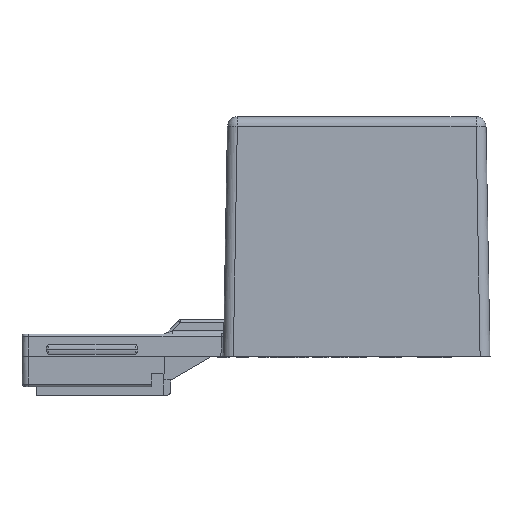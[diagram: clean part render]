
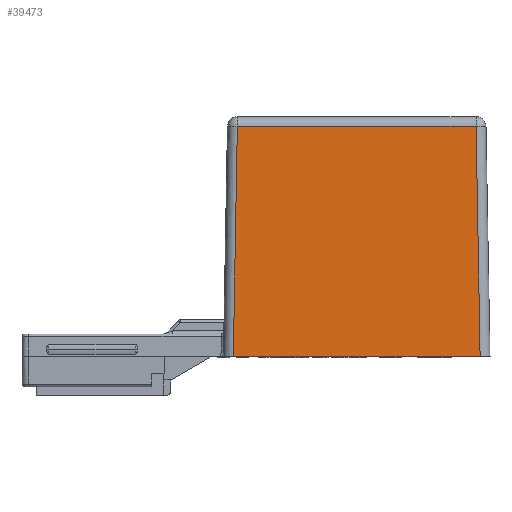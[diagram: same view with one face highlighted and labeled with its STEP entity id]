
A CAD part, left-side view. The second image highlights one B-rep face of the part: STEP entity #39473.
In plain terms, the highlighted face is planar.
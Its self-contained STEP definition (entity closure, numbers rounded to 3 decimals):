
#5931 = CARTESIAN_POINT ( 'NONE',  ( -15.377, 44.428, -0.472 ) ) ;
#9903 = ORIENTED_EDGE ( 'NONE', *, *, #17006, .T. ) ;
#12602 = VERTEX_POINT ( 'NONE', #22235 ) ;
#13497 = VECTOR ( 'NONE', #77955, 1000. ) ;
#14719 = DIRECTION ( 'NONE',  ( 0., 0., -1. ) ) ;
#17006 = EDGE_CURVE ( 'NONE', #69358, #89148, #72444, .T. ) ;
#19280 = LINE ( 'NONE', #29147, #114691 ) ;
#22235 = CARTESIAN_POINT ( 'NONE',  ( -16.026, 7.3, -39.676 ) ) ;
#26175 = CARTESIAN_POINT ( 'NONE',  ( -15.377, 44.428, -39.028 ) ) ;
#29147 = CARTESIAN_POINT ( 'NONE',  ( -15.35, 45.99, -39. ) ) ;
#39473 = ADVANCED_FACE ( 'NONE', ( #86540 ), #51871, .T. ) ;
#41509 = CARTESIAN_POINT ( 'NONE',  ( -15.338, 46.682, -0.512 ) ) ;
#49022 = EDGE_LOOP ( 'NONE', ( #58974, #94957, #102937, #9903 ) ) ;
#50910 = AXIS2_PLACEMENT_3D ( 'NONE', #105229, #78956, #95437 ) ;
#51871 = PLANE ( 'NONE',  #50910 ) ;
#58974 = ORIENTED_EDGE ( 'NONE', *, *, #101664, .T. ) ;
#65062 = VECTOR ( 'NONE', #14719, 1000. ) ;
#67929 = LINE ( 'NONE', #113878, #65062 ) ;
#69358 = VERTEX_POINT ( 'NONE', #82375 ) ;
#72444 = LINE ( 'NONE', #41509, #13497 ) ;
#73845 = DIRECTION ( 'NONE',  ( -0.017, -1., -0.017 ) ) ;
#74581 = EDGE_CURVE ( 'NONE', #12602, #69358, #114226, .T. ) ;
#74749 = DIRECTION ( 'NONE',  ( 0., 0., 1. ) ) ;
#77955 = DIRECTION ( 'NONE',  ( 0.017, 1., -0.017 ) ) ;
#78956 = DIRECTION ( 'NONE',  ( -1., 0.017, 0. ) ) ;
#82375 = CARTESIAN_POINT ( 'NONE',  ( -16.026, 7.3, 0.176 ) ) ;
#86540 = FACE_OUTER_BOUND ( 'NONE', #49022, .T. ) ;
#89148 = VERTEX_POINT ( 'NONE', #5931 ) ;
#90354 = VECTOR ( 'NONE', #74749, 1000. ) ;
#94957 = ORIENTED_EDGE ( 'NONE', *, *, #109544, .T. ) ;
#95437 = DIRECTION ( 'NONE',  ( -0.017, -1., 0. ) ) ;
#101384 = CARTESIAN_POINT ( 'NONE',  ( -16.026, 7.3, -39.6 ) ) ;
#101664 = EDGE_CURVE ( 'NONE', #89148, #116129, #67929, .T. ) ;
#102937 = ORIENTED_EDGE ( 'NONE', *, *, #74581, .T. ) ;
#105229 = CARTESIAN_POINT ( 'NONE',  ( -15.35, 46., -39.6 ) ) ;
#109544 = EDGE_CURVE ( 'NONE', #116129, #12602, #19280, .T. ) ;
#113878 = CARTESIAN_POINT ( 'NONE',  ( -15.377, 44.428, -39.6 ) ) ;
#114226 = LINE ( 'NONE', #101384, #90354 ) ;
#114691 = VECTOR ( 'NONE', #73845, 1000. ) ;
#116129 = VERTEX_POINT ( 'NONE', #26175 ) ;
